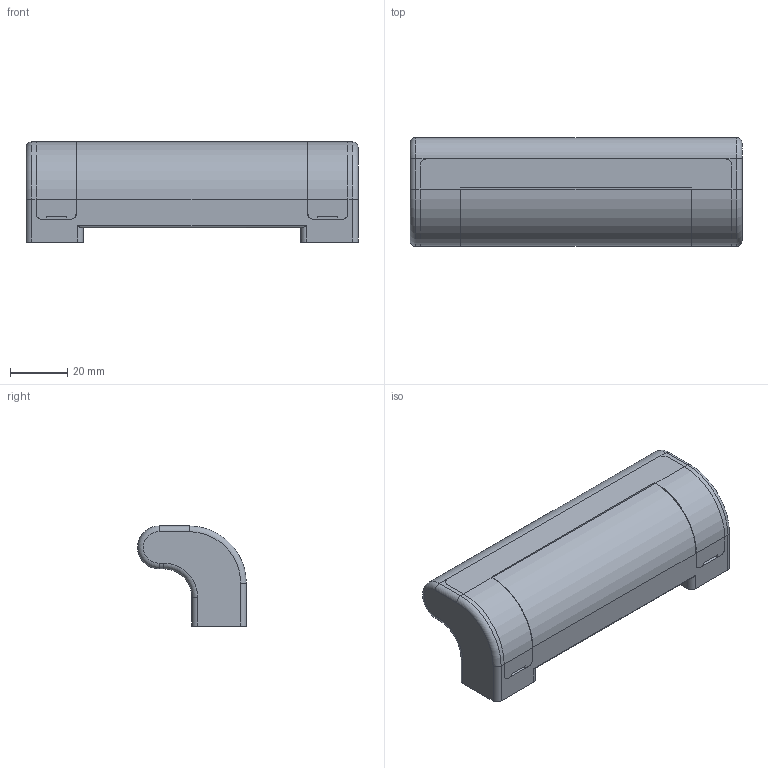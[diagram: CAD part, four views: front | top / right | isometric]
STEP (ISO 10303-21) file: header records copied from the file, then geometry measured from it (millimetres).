
FILE_DESCRIPTION(/* description */ (''),/* implementation_level */ '2;1');
FILE_NAME(/* name */ '621116.stp',/* time_stamp */ '2014-03-13T20:21:28+01:00',/* author */ ('jank'),/* organization */ ('Alutec K&K'),/* preprocessor_version */ 'ST-DEVELOPER v15.2',/* originating_system */ 'Autodesk Inventor 2014',/* authorisation */ '');
FILE_SCHEMA (('AUTOMOTIVE_DESIGN { 1 0 10303 214 3 1 1 }'));
Length unit declared in the file: millimetre
Products named in the file (1): 621116
Bounding box: 116 x 38 x 35 mm (x, y, z)
Volume: 29061.4 mm3; surface area: 29204.9 mm2
Topology: 2 solids, 2 shells, 245 faces, 686 edges, 448 vertices
Faces by surface type: plane 185, cylinder 54, torus 6
Full cylindrical faces by diameter (mm): 6.5 x2, 10 x2
Entity records: 8100 total; most frequent: CARTESIAN_POINT 1404, ORIENTED_EDGE 1360, DIRECTION 1300, EDGE_CURVE 680, LINE 544, VECTOR 544, VERTEX_POINT 446, AXIS2_PLACEMENT_3D 378
